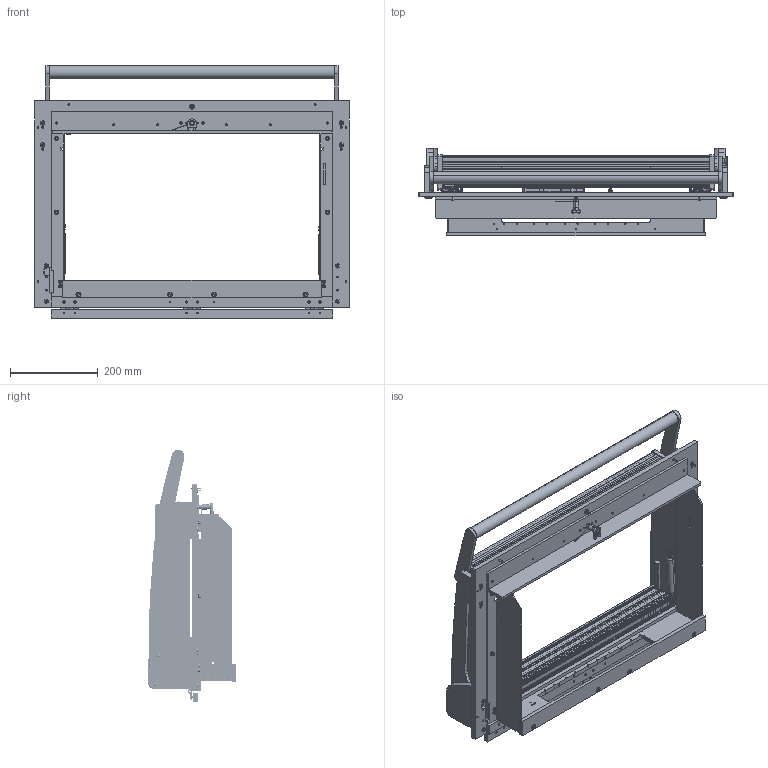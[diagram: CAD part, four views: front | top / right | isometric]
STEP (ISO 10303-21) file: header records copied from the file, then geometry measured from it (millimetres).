
FILE_DESCRIPTION (( 'STEP AP214' ), '1' );
FILE_NAME ('INGUN_43880.STEP', '2024-11-18T09:07:59', ( '' ), ( '' ), 'SwSTEP 2.0', 'SolidWorks 2023', '' );
FILE_SCHEMA (( 'AUTOMOTIVE_DESIGN' ));
Length unit declared in the file: millimetre
Products named in the file (77): 43581~6_KUNDE<S>; DIN985-A2~n_M05,0; 32724~1; K_02037~0; 43582~10_KUNDE<S>; 37758~3_KUNDE<S>; DIN6325~n_04,0m6x016; 37971~8_S; 43579~2_KUNDE<S>; ISO7380~n_M05,0x020; 43493~2_KUNDE<S>; 109979~1_KUNDE<S>; DIN6325~n_02,0m6x020; 35649~1_S; 3521~0_Spring Pin ISO 8752 - 3 x 16 - St; ISO7380~n_M04,0x020; 43766~4; 109974~0_KUNDE<S>; DIN125~n_06,4 M06,0 Fase; DIN6325~n_04,0m6x024; 40326~1_S; DIN7991~n_M05,0x020; 30618~4_S; 49317~0; 115900~0_S; 53031~0_S; 43494~2_KUNDE<S>; ISO7380~n_M03,0x005; 40332~0_S; 40328~1_S; 40333~2_S; 35151~0_S; 53831~2_KUNDE<S>; INGUN_43880; 2528~0; 116176~0_S; 2281~0_180°<Standard>; 43495~0_S; 30915~0; K_02038~0 ...
Assembly tree (162 placements, depth 5):
  INGUN_43880
    109985~2_S
      43766~4
      40324~2_S
      37971~8_S
      37972~6_S
      2281~0_180°<Standard>  x3
        2281~0
      40333~2_S
      53031~0_S
      35649~1_S
      35651~1_S
      31253~0_S
      30955~0_S
      30915~0
      ASR~asr_Øi04,2x07xØa8  x2
      2528~0  x2
      31109~0
      114566~2_S  x2
        115900~0_S
          115689~0_S
          115901~1_verstemmt <S>
          30618~4_S
          116176~0_S
        DIN912~n_M04,0x016
        SCHNORR~n_04,3 M04
      40325~1_S
      40326~1_S
      40332~0_S
      DIN7991~n_M05,0x025  x6
      DIN7991~n_M05,0x016  x14
      DIN7991~n_M05,0x020  x8
      SCHNORR~n_05,3 M05  x4
      DIN985-A2~n_M05,0  x4
      DIN6325~n_04,0m6x024
      DIN6325~n_04,0m6x016  x3
      DIN7991~n_M03,0x016 VA  x2
      DIN912~n_M04,0x012
      DIN6325~n_02,0m6x020
    109974~0_KUNDE<S>
      53831~2_KUNDE<S>
      43579~2_KUNDE<S>
    109975~0_KUNDE<S>
      53831~2_KUNDE<S>
      43579~2_KUNDE<S>
    109990~1_KUNDE<S>
      37756~4_KUNDE<S>
      37758~3_KUNDE<S>
      34328~1_S  x2
      40328~1_S
      43764~1_S
      32587~7_S
      35097~0
      40327~1
      35151~0_S
      32724~1
      3521~0_Spring Pin ISO 8752 - 3 x 16 - St  x5
      32578~1_S  x2
      ISO7380~n_M03,0x005  x2
      57801~2_S  x2
Bounding box: 716 x 198 x 574.15 mm (x, y, z)
Volume: 5194025.4 mm3; surface area: 2223368.6 mm2
Topology: 164 solids, 164 shells, 4037 faces, 10250 edges, 6545 vertices
Faces by surface type: cylinder 1718, plane 1572, cone 545, torus 81, bspline 69, sphere 52
Entity records: 79529 total; most frequent: CARTESIAN_POINT 15284, DIRECTION 13678, ORIENTED_EDGE 12418, EDGE_CURVE 6209, AXIS2_PLACEMENT_3D 5172, VERTEX_POINT 4017, VECTOR 3334, LINE 3334
